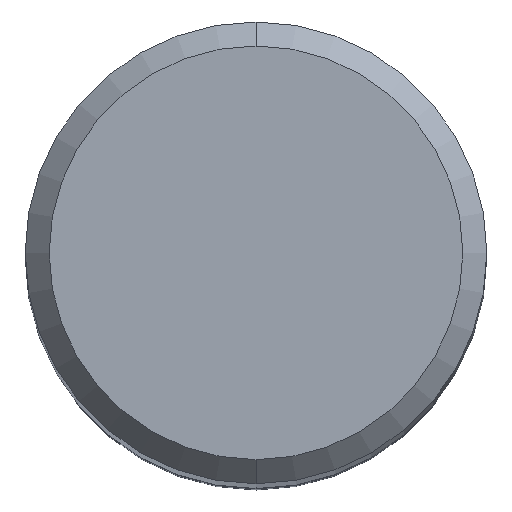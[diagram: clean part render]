
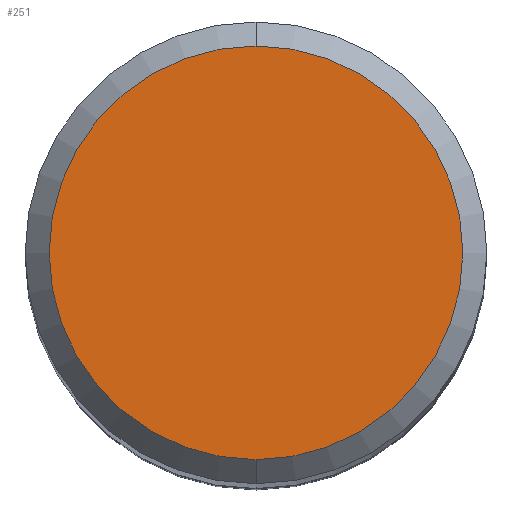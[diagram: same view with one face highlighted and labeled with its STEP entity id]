
A CAD part, top view. The second image highlights one B-rep face of the part: STEP entity #251.
In plain terms, the highlighted planar face has unit normal (0, 0, 1).
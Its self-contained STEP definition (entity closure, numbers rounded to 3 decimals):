
#195=VERTEX_POINT('',#434);
#243=EDGE_CURVE('',#297,#195,#490,.T.);
#251=ADVANCED_FACE('',(#498),#499,.T.);
#297=VERTEX_POINT('',#548);
#299=EDGE_CURVE('',#195,#297,#550,.T.);
#434=CARTESIAN_POINT('',(0.,-4.3,0.0));
#490=CIRCLE('',#777,4.3);
#498=FACE_OUTER_BOUND('',#788,.T.);
#499=PLANE('',#789);
#548=CARTESIAN_POINT('',(0.0,4.3,0.0));
#550=CIRCLE('',#853,4.3);
#777=AXIS2_PLACEMENT_3D('',#1107,#1108,#1109);
#788=EDGE_LOOP('',(#1115,#1116));
#789=AXIS2_PLACEMENT_3D('',#1117,#1118,#1119);
#853=AXIS2_PLACEMENT_3D('',#1164,#1165,#1166);
#1107=CARTESIAN_POINT('',(0.0,0.0,0.0));
#1108=DIRECTION('',(0.0,0.0,-1.0));
#1109=DIRECTION('',(0.0,1.0,0.0));
#1115=ORIENTED_EDGE('',*,*,#243,.F.);
#1116=ORIENTED_EDGE('',*,*,#299,.F.);
#1117=CARTESIAN_POINT('',(0.0,2.15,0.0));
#1118=DIRECTION('',(-0.0,0.0,1.0));
#1119=DIRECTION('',(0.0,-1.0,0.0));
#1164=CARTESIAN_POINT('',(0.0,0.0,0.0));
#1165=DIRECTION('',(0.0,0.0,-1.0));
#1166=DIRECTION('',(0.0,1.0,0.0));
